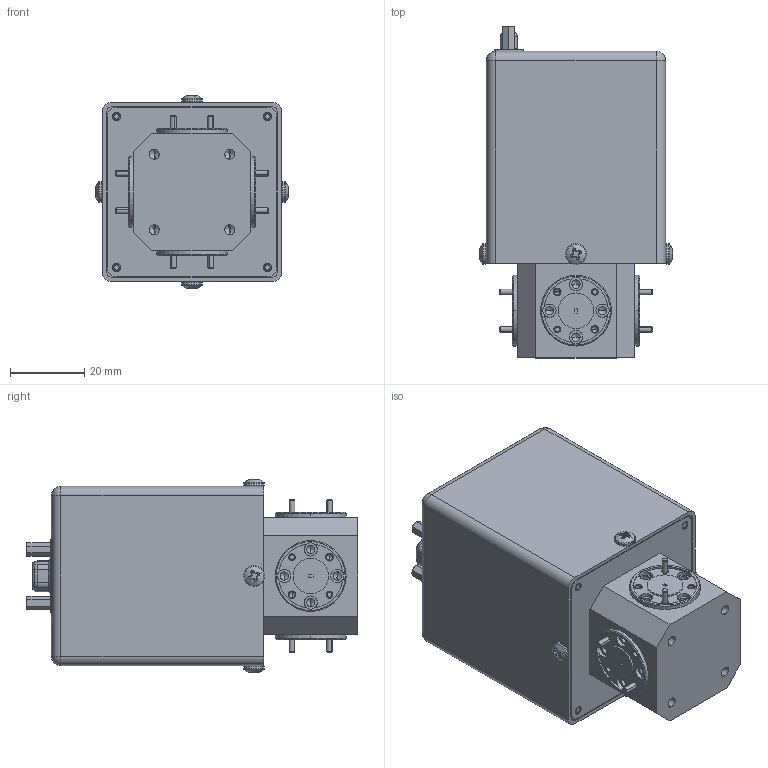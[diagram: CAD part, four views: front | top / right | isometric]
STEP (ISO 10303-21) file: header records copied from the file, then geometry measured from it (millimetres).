
FILE_DESCRIPTION (( 'STEP AP214' ), '1' );
FILE_NAME ('WJ-LG-A, DF.STEP', '2025-10-27T21:33:45', ( '' ), ( '' ), 'SwSTEP 2.0', 'SolidWorks 2021', '' );
FILE_SCHEMA (( 'AUTOMOTIVE_DESIGN' ));
Length unit declared in the file: inch
Products named in the file (1): WJ-LG-A, DF
Bounding box: 52.18 x 89.37 x 52.18 mm (x, y, z)
Volume: 157648.9 mm3; surface area: 21202.8 mm2
Topology: 9 solids, 13 shells, 899 faces, 2242 edges, 1371 vertices
Faces by surface type: cylinder 365, plane 244, cone 210, bspline 38, torus 30, sphere 12
Entity records: 33528 total; most frequent: CARTESIAN_POINT 12501, DIRECTION 4538, ORIENTED_EDGE 4296, EDGE_CURVE 2148, AXIS2_PLACEMENT_3D 1814, VERTEX_POINT 1371, EDGE_LOOP 1003, CIRCLE 952
